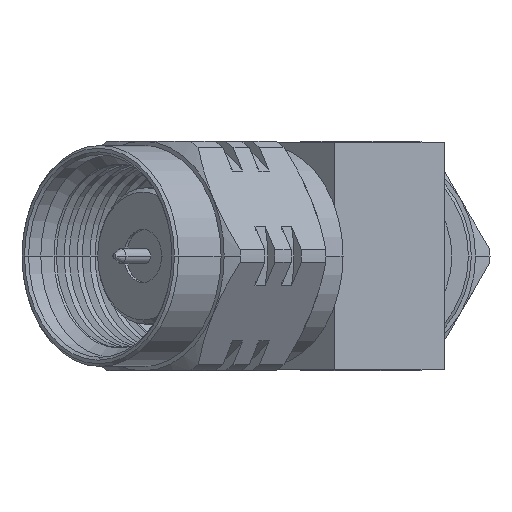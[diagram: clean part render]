
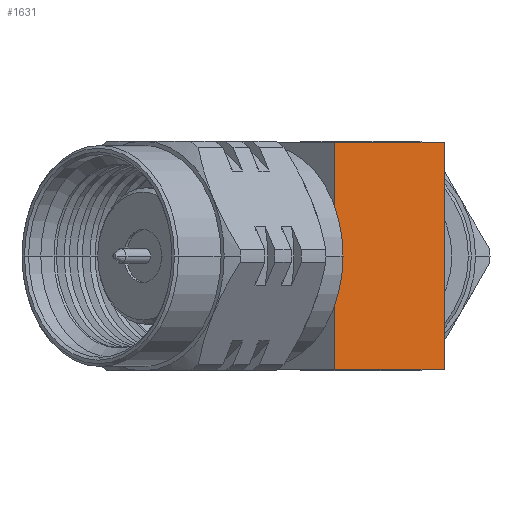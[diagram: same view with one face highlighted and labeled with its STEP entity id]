
A CAD part, left-side view. The second image highlights one B-rep face of the part: STEP entity #1631.
In plain terms, the highlighted planar face has unit normal (-0.707, -0.707, 0).
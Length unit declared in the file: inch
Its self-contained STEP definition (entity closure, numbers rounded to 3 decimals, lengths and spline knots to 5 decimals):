
#92 = ORIENTED_EDGE ( 'NONE', *, *, #2651, .F. ) ;
#310 = DIRECTION ( 'NONE',  ( -0.707, -0.707, 0. ) ) ;
#356 = CARTESIAN_POINT ( 'NONE',  ( -0.19679, 0.03532, -0.15551 ) ) ;
#373 = VECTOR ( 'NONE', #1968, 39.37008 ) ;
#776 = DIRECTION ( 'NONE',  ( 0.707, -0.707, 0. ) ) ;
#930 = CARTESIAN_POINT ( 'NONE',  ( -0.04729, -0.11417, -0.15551 ) ) ;
#1079 = VECTOR ( 'NONE', #9671, 39.37008 ) ;
#1184 = CARTESIAN_POINT ( 'NONE',  ( -0.19679, 0.03532, -0.15551 ) ) ;
#1631 = ADVANCED_FACE ( 'NONE', ( #6607 ), #3958, .T. ) ;
#1968 = DIRECTION ( 'NONE',  ( 0., 0., 1. ) ) ;
#1978 = DIRECTION ( 'NONE',  ( -0.707, 0.707, 0. ) ) ;
#2129 = EDGE_LOOP ( 'NONE', ( #4601, #8731, #92, #6257 ) ) ;
#2602 = VECTOR ( 'NONE', #776, 39.37008 ) ;
#2651 = EDGE_CURVE ( 'NONE', #4412, #8933, #3600, .T. ) ;
#3335 = LINE ( 'NONE', #6883, #4484 ) ;
#3600 = LINE ( 'NONE', #4583, #1079 ) ;
#3958 = PLANE ( 'NONE',  #7887 ) ;
#4121 = VERTEX_POINT ( 'NONE', #10297 ) ;
#4265 = EDGE_CURVE ( 'NONE', #4121, #7803, #7924, .T. ) ;
#4412 = VERTEX_POINT ( 'NONE', #356 ) ;
#4484 = VECTOR ( 'NONE', #6061, 39.37008 ) ;
#4583 = CARTESIAN_POINT ( 'NONE',  ( -0.19679, 0.03532, -0.15551 ) ) ;
#4601 = ORIENTED_EDGE ( 'NONE', *, *, #4265, .T. ) ;
#5714 = EDGE_CURVE ( 'NONE', #4412, #4121, #7927, .T. ) ;
#5958 = CARTESIAN_POINT ( 'NONE',  ( -0.04729, -0.11417, 0.15551 ) ) ;
#6061 = DIRECTION ( 'NONE',  ( 0.707, -0.707, 0. ) ) ;
#6085 = CARTESIAN_POINT ( 'NONE',  ( -0.19679, 0.03532, -0.15551 ) ) ;
#6257 = ORIENTED_EDGE ( 'NONE', *, *, #5714, .T. ) ;
#6607 = FACE_OUTER_BOUND ( 'NONE', #2129, .T. ) ;
#6883 = CARTESIAN_POINT ( 'NONE',  ( -0.19679, 0.03532, 0.15551 ) ) ;
#7794 = EDGE_CURVE ( 'NONE', #8933, #7803, #3335, .T. ) ;
#7803 = VERTEX_POINT ( 'NONE', #5958 ) ;
#7887 = AXIS2_PLACEMENT_3D ( 'NONE', #1184, #310, #1978 ) ;
#7924 = LINE ( 'NONE', #930, #373 ) ;
#7927 = LINE ( 'NONE', #6085, #2602 ) ;
#8731 = ORIENTED_EDGE ( 'NONE', *, *, #7794, .F. ) ;
#8933 = VERTEX_POINT ( 'NONE', #9184 ) ;
#9184 = CARTESIAN_POINT ( 'NONE',  ( -0.19679, 0.03532, 0.15551 ) ) ;
#9671 = DIRECTION ( 'NONE',  ( 0., 0., 1. ) ) ;
#10297 = CARTESIAN_POINT ( 'NONE',  ( -0.04729, -0.11417, -0.15551 ) ) ;
